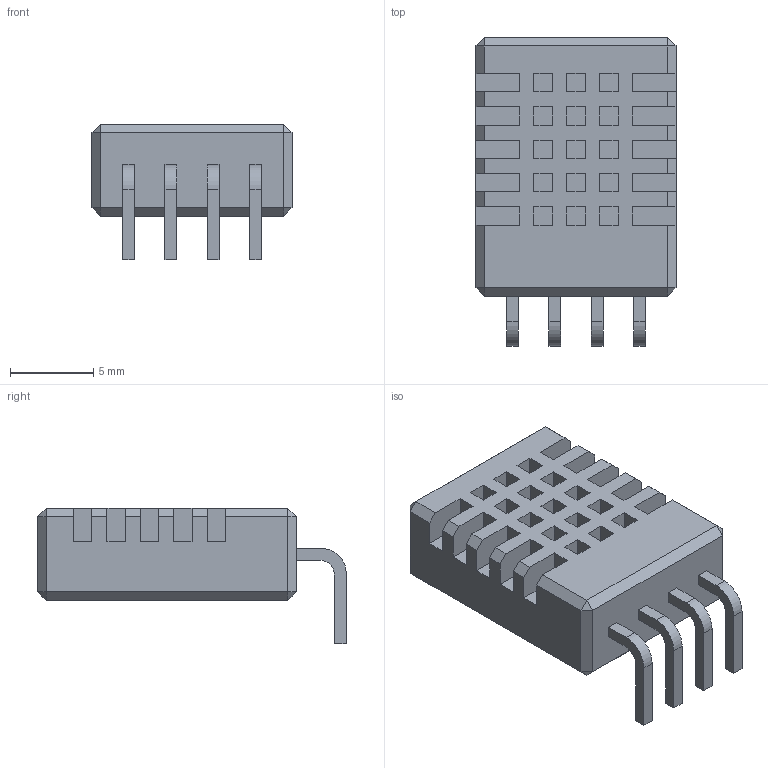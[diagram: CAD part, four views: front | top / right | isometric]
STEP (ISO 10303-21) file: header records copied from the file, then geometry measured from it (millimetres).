
FILE_DESCRIPTION(/* description */ (''),/* implementation_level */ '2;1');
FILE_NAME(/* name */ 'DHT11_NEGENDO.step',/* time_stamp */ '2022-06-01T17:15:49+03:00',/* author */ (''),/* organization */ (''),/* preprocessor_version */ 'ST-DEVELOPER v19',/* originating_system */ 'Autodesk Translation Framework v11.7.0.108',/* authorisation */ '');
FILE_SCHEMA (('AUTOMOTIVE_DESIGN { 1 0 10303 214 3 1 1 }'));
Length unit declared in the file: millimetre
Products named in the file (3): (Unsaved); U1; User_Library-DHT11-right
Assembly tree (2 placements, depth 3):
  (Unsaved)
    U1
      User_Library-DHT11-right
Bounding box: 12 x 18.5 x 8.1 mm (x, y, z)
Volume: 894.7 mm3; surface area: 1028.9 mm2
Topology: 1 solids, 1 shells, 197 faces, 498 edges, 324 vertices
Faces by surface type: plane 189, cylinder 8
Entity records: 6054 total; most frequent: CARTESIAN_POINT 1024, ORIENTED_EDGE 996, DIRECTION 918, EDGE_CURVE 498, LINE 482, VECTOR 482, VERTEX_POINT 324, EDGE_LOOP 218
